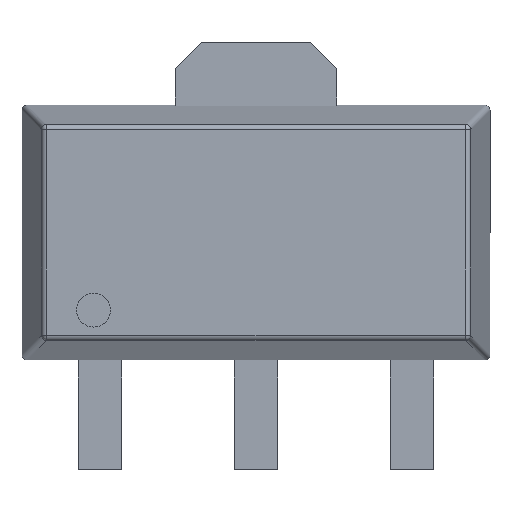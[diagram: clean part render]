
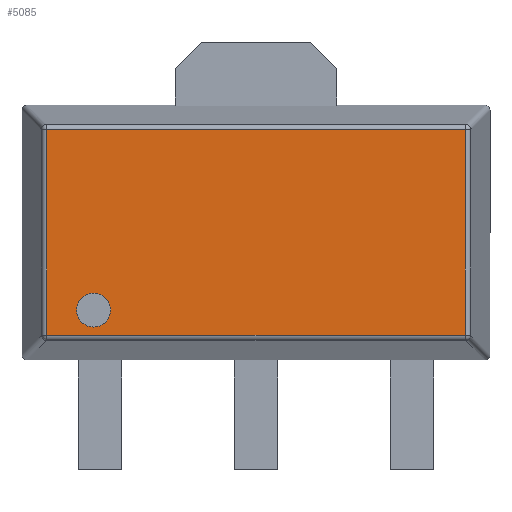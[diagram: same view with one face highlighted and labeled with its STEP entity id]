
A CAD part, top view. The second image highlights one B-rep face of the part: STEP entity #5085.
In plain terms, the highlighted planar face has unit normal (0, 0, 1).
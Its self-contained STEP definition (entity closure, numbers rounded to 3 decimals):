
#30 = ORIENTED_EDGE ( 'NONE', *, *, #1829, .F. ) ;
#54 = CIRCLE ( 'NONE', #646, 0.163 ) ;
#166 = VERTEX_POINT ( 'NONE', #4361 ) ;
#207 = DIRECTION ( 'NONE',  ( 1., 0., 0. ) ) ;
#423 = EDGE_CURVE ( 'NONE', #5183, #1070, #1555, .T. ) ;
#646 = AXIS2_PLACEMENT_3D ( 'NONE', #778, #4059, #5442 ) ;
#778 = CARTESIAN_POINT ( 'NONE',  ( -1.561, -0.747, 1.1 ) ) ;
#1070 = VERTEX_POINT ( 'NONE', #1687 ) ;
#1087 = CARTESIAN_POINT ( 'NONE',  ( -1.398, -0.747, 1.1 ) ) ;
#1144 = LINE ( 'NONE', #3851, #3739 ) ;
#1350 = DIRECTION ( 'NONE',  ( 0., 1., 0. ) ) ;
#1353 = EDGE_CURVE ( 'NONE', #2300, #2617, #54, .T. ) ;
#1399 = DIRECTION ( 'NONE',  ( 0., 0., 1. ) ) ;
#1555 = LINE ( 'NONE', #3042, #3096 ) ;
#1560 = ORIENTED_EDGE ( 'NONE', *, *, #4281, .T. ) ;
#1652 = DIRECTION ( 'NONE',  ( 1., 0., 0. ) ) ;
#1687 = CARTESIAN_POINT ( 'NONE',  ( -2.014, -0.989, 1.1 ) ) ;
#1792 = CARTESIAN_POINT ( 'NONE',  ( 2.014, 0., 1.1 ) ) ;
#1800 = VECTOR ( 'NONE', #1652, 1000. ) ;
#1829 = EDGE_CURVE ( 'NONE', #2617, #2300, #4242, .T. ) ;
#1843 = CARTESIAN_POINT ( 'NONE',  ( -1.561, -0.747, 1.1 ) ) ;
#2036 = EDGE_CURVE ( 'NONE', #1070, #166, #3451, .T. ) ;
#2045 = CARTESIAN_POINT ( 'NONE',  ( -2.014, 0.989, 1.1 ) ) ;
#2064 = FACE_OUTER_BOUND ( 'NONE', #5329, .T. ) ;
#2192 = LINE ( 'NONE', #1792, #3075 ) ;
#2295 = AXIS2_PLACEMENT_3D ( 'NONE', #1843, #1399, #4667 ) ;
#2300 = VERTEX_POINT ( 'NONE', #2775 ) ;
#2456 = ORIENTED_EDGE ( 'NONE', *, *, #1353, .F. ) ;
#2503 = FACE_BOUND ( 'NONE', #2561, .T. ) ;
#2561 = EDGE_LOOP ( 'NONE', ( #30, #2456 ) ) ;
#2617 = VERTEX_POINT ( 'NONE', #1087 ) ;
#2775 = CARTESIAN_POINT ( 'NONE',  ( -1.725, -0.747, 1.1 ) ) ;
#2873 = ORIENTED_EDGE ( 'NONE', *, *, #2036, .T. ) ;
#2985 = CARTESIAN_POINT ( 'NONE',  ( 0., 0., 1.1 ) ) ;
#3042 = CARTESIAN_POINT ( 'NONE',  ( -2.014, 0., 1.1 ) ) ;
#3075 = VECTOR ( 'NONE', #1350, 1000. ) ;
#3096 = VECTOR ( 'NONE', #3410, 1000. ) ;
#3410 = DIRECTION ( 'NONE',  ( 0., -1., 0. ) ) ;
#3414 = PLANE ( 'NONE',  #4111 ) ;
#3451 = LINE ( 'NONE', #4467, #1800 ) ;
#3739 = VECTOR ( 'NONE', #5268, 1000. ) ;
#3851 = CARTESIAN_POINT ( 'NONE',  ( 0., 0.989, 1.1 ) ) ;
#3918 = EDGE_CURVE ( 'NONE', #166, #5262, #2192, .T. ) ;
#4044 = ORIENTED_EDGE ( 'NONE', *, *, #423, .T. ) ;
#4059 = DIRECTION ( 'NONE',  ( 0., 0., 1. ) ) ;
#4111 = AXIS2_PLACEMENT_3D ( 'NONE', #2985, #5313, #207 ) ;
#4242 = CIRCLE ( 'NONE', #2295, 0.163 ) ;
#4281 = EDGE_CURVE ( 'NONE', #5262, #5183, #1144, .T. ) ;
#4361 = CARTESIAN_POINT ( 'NONE',  ( 2.014, -0.989, 1.1 ) ) ;
#4467 = CARTESIAN_POINT ( 'NONE',  ( 0., -0.989, 1.1 ) ) ;
#4667 = DIRECTION ( 'NONE',  ( 1., 0., 0. ) ) ;
#4901 = CARTESIAN_POINT ( 'NONE',  ( 2.014, 0.989, 1.1 ) ) ;
#5085 = ADVANCED_FACE ( 'NONE', ( #2064, #2503 ), #3414, .T. ) ;
#5155 = ORIENTED_EDGE ( 'NONE', *, *, #3918, .T. ) ;
#5183 = VERTEX_POINT ( 'NONE', #2045 ) ;
#5262 = VERTEX_POINT ( 'NONE', #4901 ) ;
#5268 = DIRECTION ( 'NONE',  ( -1., 0., 0. ) ) ;
#5313 = DIRECTION ( 'NONE',  ( 0., 0., 1. ) ) ;
#5329 = EDGE_LOOP ( 'NONE', ( #5155, #1560, #4044, #2873 ) ) ;
#5442 = DIRECTION ( 'NONE',  ( 1., 0., 0. ) ) ;
